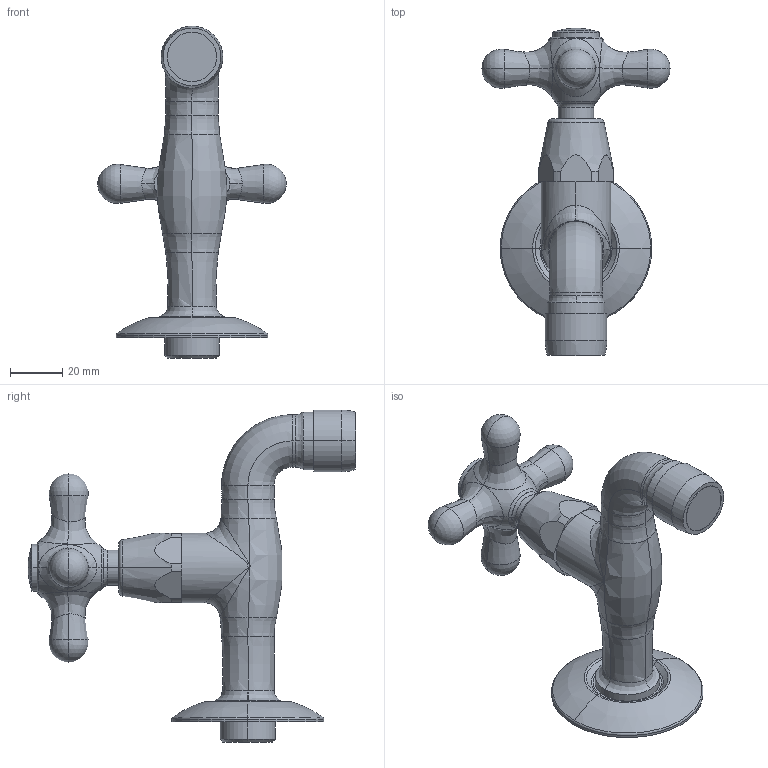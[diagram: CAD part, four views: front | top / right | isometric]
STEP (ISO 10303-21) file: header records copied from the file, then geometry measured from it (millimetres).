
FILE_DESCRIPTION((''),'2;1');
FILE_NAME('IRV213CR','2021-11-10T17:17:41',('ut3'),('PAFFONI SpA'),'CREO PARAMETRIC BY PTC INC, 2020044','CREO PARAMETRIC BY PTC INC, 2020044','');
FILE_SCHEMA(('CONFIG_CONTROL_DESIGN','SHAPE_APPEARANCE_LAYERS_GROUPS'));
Length unit declared in the file: millimetre
Products named in the file (1): IRV213CR
Bounding box: 72 x 125.25 x 126.8 mm (x, y, z)
Volume: 113247.8 mm3; surface area: 24954.4 mm2
Topology: 1 solids, 1 shells, 147 faces, 332 edges, 183 vertices
Faces by surface type: bspline 63, cylinder 24, plane 20, cone 18, torus 12, sphere 10
Entity records: 10364 total; most frequent: CARTESIAN_POINT 6389, ORIENTED_EDGE 644, DIRECTION 543, EDGE_CURVE 322, AXIS2_PLACEMENT_3D 240, VERTEX_POINT 183, CIRCLE 156, EDGE_LOOP 153
